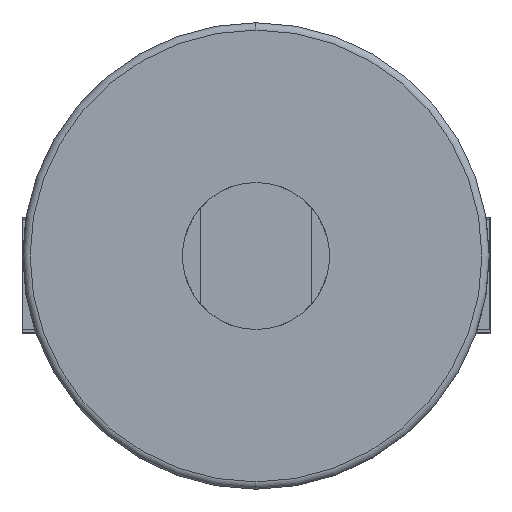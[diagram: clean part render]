
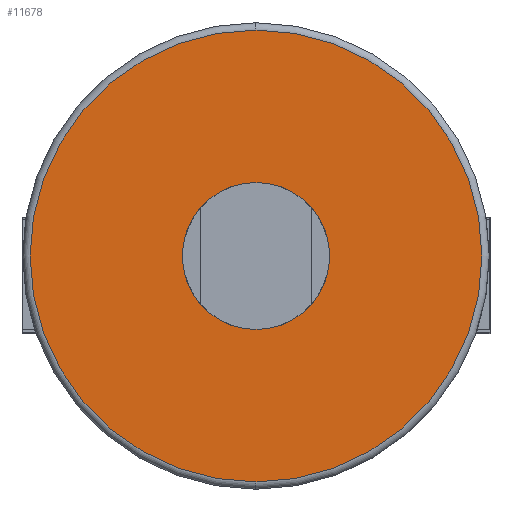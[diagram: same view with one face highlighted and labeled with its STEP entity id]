
A CAD part, left-side view. The second image highlights one B-rep face of the part: STEP entity #11678.
In plain terms, the highlighted planar face has unit normal (-1, 0, 0).
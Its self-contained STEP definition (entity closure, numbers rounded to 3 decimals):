
#200 = ORIENTED_EDGE ( 'NONE', *, *, #6095, .T. ) ;
#294 = DIRECTION ( 'NONE',  ( 0., 0., 1. ) ) ;
#348 = CARTESIAN_POINT ( 'NONE',  ( -265., 0., 30.75 ) ) ;
#899 = CARTESIAN_POINT ( 'NONE',  ( -265., 0., 0. ) ) ;
#2027 = DIRECTION ( 'NONE',  ( 0., 0., 1. ) ) ;
#2058 = CARTESIAN_POINT ( 'NONE',  ( -265., 0., -30.75 ) ) ;
#2175 = EDGE_LOOP ( 'NONE', ( #12722, #2394 ) ) ;
#2394 = ORIENTED_EDGE ( 'NONE', *, *, #5925, .F. ) ;
#2424 = VERTEX_POINT ( 'NONE', #8477 ) ;
#2519 = ORIENTED_EDGE ( 'NONE', *, *, #4500, .T. ) ;
#2751 = DIRECTION ( 'NONE',  ( -1., 0., 0. ) ) ;
#3153 = AXIS2_PLACEMENT_3D ( 'NONE', #6090, #3735, #294 ) ;
#3735 = DIRECTION ( 'NONE',  ( -1., 0., 0. ) ) ;
#3992 = EDGE_CURVE ( 'NONE', #4453, #2424, #13339, .T. ) ;
#4105 = CARTESIAN_POINT ( 'NONE',  ( -265., 0., -10. ) ) ;
#4453 = VERTEX_POINT ( 'NONE', #4105 ) ;
#4500 = EDGE_CURVE ( 'NONE', #11710, #13762, #6870, .T. ) ;
#5360 = AXIS2_PLACEMENT_3D ( 'NONE', #5492, #13710, #6689 ) ;
#5492 = CARTESIAN_POINT ( 'NONE',  ( -265., 0., 0. ) ) ;
#5551 = DIRECTION ( 'NONE',  ( -1., 0., 0. ) ) ;
#5587 = CIRCLE ( 'NONE', #5360, 30.75 ) ;
#5925 = EDGE_CURVE ( 'NONE', #2424, #4453, #9857, .T. ) ;
#5972 = EDGE_LOOP ( 'NONE', ( #2519, #200 ) ) ;
#6090 = CARTESIAN_POINT ( 'NONE',  ( -265., 31.75, 0. ) ) ;
#6095 = EDGE_CURVE ( 'NONE', #13762, #11710, #5587, .T. ) ;
#6689 = DIRECTION ( 'NONE',  ( 0., 0., 1. ) ) ;
#6870 = CIRCLE ( 'NONE', #8908, 30.75 ) ;
#7269 = PLANE ( 'NONE',  #3153 ) ;
#8477 = CARTESIAN_POINT ( 'NONE',  ( -265., 0., 10. ) ) ;
#8908 = AXIS2_PLACEMENT_3D ( 'NONE', #899, #9083, #2027 ) ;
#9083 = DIRECTION ( 'NONE',  ( -1., 0., 0. ) ) ;
#9789 = CARTESIAN_POINT ( 'NONE',  ( -265., 0., 0. ) ) ;
#9857 = CIRCLE ( 'NONE', #10384, 10. ) ;
#10384 = AXIS2_PLACEMENT_3D ( 'NONE', #9789, #2751, #10979 ) ;
#10777 = AXIS2_PLACEMENT_3D ( 'NONE', #12622, #5551, #13763 ) ;
#10979 = DIRECTION ( 'NONE',  ( 0., 0., 1. ) ) ;
#11678 = ADVANCED_FACE ( 'NONE', ( #14161, #14869 ), #7269, .T. ) ;
#11710 = VERTEX_POINT ( 'NONE', #348 ) ;
#12622 = CARTESIAN_POINT ( 'NONE',  ( -265., 0., 0. ) ) ;
#12722 = ORIENTED_EDGE ( 'NONE', *, *, #3992, .F. ) ;
#13339 = CIRCLE ( 'NONE', #10777, 10. ) ;
#13710 = DIRECTION ( 'NONE',  ( -1., 0., 0. ) ) ;
#13762 = VERTEX_POINT ( 'NONE', #2058 ) ;
#13763 = DIRECTION ( 'NONE',  ( 0., 0., 1. ) ) ;
#14161 = FACE_OUTER_BOUND ( 'NONE', #5972, .T. ) ;
#14869 = FACE_BOUND ( 'NONE', #2175, .T. ) ;
